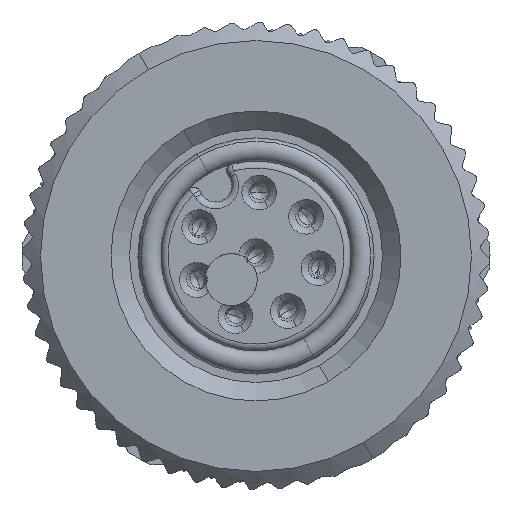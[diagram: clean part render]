
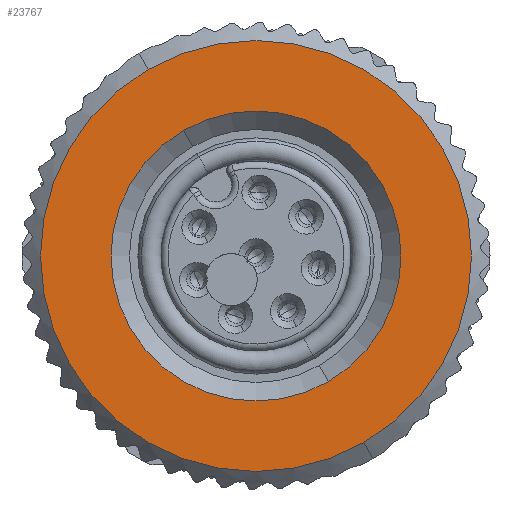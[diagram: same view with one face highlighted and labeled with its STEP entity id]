
A CAD part, left-side view. The second image highlights one B-rep face of the part: STEP entity #23767.
In plain terms, the highlighted planar face has unit normal (-1, 0, 0).
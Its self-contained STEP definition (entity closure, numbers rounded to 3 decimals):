
#4294=CARTESIAN_POINT('',(-12.15,-0.006,-0.013));
#4295=DIRECTION('',(1.,0.,0.));
#4296=DIRECTION('',(0.,0.5,0.866));
#4297=AXIS2_PLACEMENT_3D('',#4294,#4295,#4296);
#4302=CARTESIAN_POINT('',(-12.15,-0.006,-0.013));
#4303=DIRECTION('',(1.,0.,0.));
#4304=DIRECTION('',(0.,-0.5,-0.866));
#4305=AXIS2_PLACEMENT_3D('',#4302,#4303,#4304);
#4310=CARTESIAN_POINT('',(-12.15,-0.006,-0.013));
#4311=DIRECTION('',(-1.,0.,0.));
#4312=DIRECTION('',(0.,0.5,0.866));
#4313=AXIS2_PLACEMENT_3D('',#4310,#4311,#4312);
#4318=CARTESIAN_POINT('',(-12.15,-0.006,-0.013));
#4319=DIRECTION('',(-1.,0.,0.));
#4320=DIRECTION('',(0.,-0.5,-0.866));
#4321=AXIS2_PLACEMENT_3D('',#4318,#4319,#4320);
#20585=CARTESIAN_POINT('',(-12.15,-4.656,-8.067));
#20587=VERTEX_POINT('',#20585);
#20589=CARTESIAN_POINT('',(-12.15,4.644,8.041));
#20591=VERTEX_POINT('',#20589);
#20605=CARTESIAN_POINT('',(-12.15,3.123,5.407));
#20606=VERTEX_POINT('',#20605);
#20607=CARTESIAN_POINT('',(-12.15,-3.136,-5.433));
#20608=VERTEX_POINT('',#20607);
#23752=CARTESIAN_POINT('',(-12.15,-0.006,-0.013));
#23753=DIRECTION('',(-1.,0.,0.));
#23754=DIRECTION('',(0.,-0.5,-0.866));
#23755=AXIS2_PLACEMENT_3D('',#23752,#23753,#23754);
#23756=PLANE('',#23755);
#23758=ORIENTED_EDGE('',*,*,#23757,.F.);
#23760=ORIENTED_EDGE('',*,*,#23759,.F.);
#23761=EDGE_LOOP('',(#23758,#23760));
#23762=FACE_OUTER_BOUND('',#23761,.F.);
#23763=ORIENTED_EDGE('',*,*,#20930,.F.);
#23764=ORIENTED_EDGE('',*,*,#20945,.F.);
#23765=EDGE_LOOP('',(#23763,#23764));
#23766=FACE_BOUND('',#23765,.F.);
#23767=ADVANCED_FACE('',(#23762,#23766),#23756,.T.);
#4298=CIRCLE('',#4297,6.259);
#4306=CIRCLE('',#4305,6.259);
#4314=CIRCLE('',#4313,9.3);
#4322=CIRCLE('',#4321,9.3);
#20930=EDGE_CURVE('',#20606,#20608,#4298,.T.);
#20945=EDGE_CURVE('',#20608,#20606,#4306,.T.);
#23757=EDGE_CURVE('',#20591,#20587,#4314,.T.);
#23759=EDGE_CURVE('',#20587,#20591,#4322,.T.);
